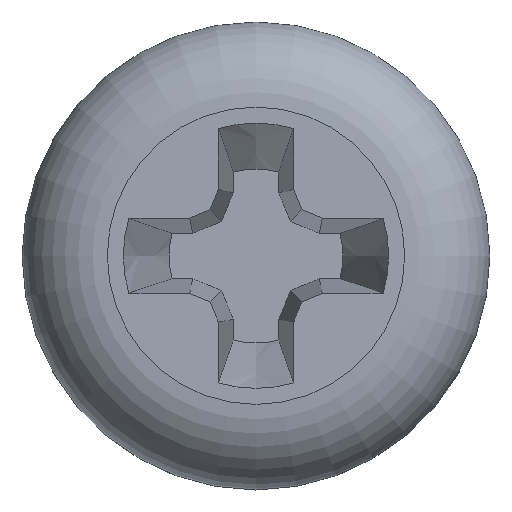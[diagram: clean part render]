
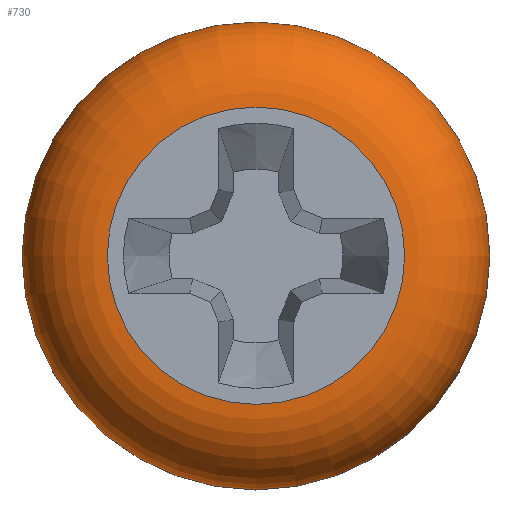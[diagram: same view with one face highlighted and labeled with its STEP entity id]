
A CAD part, top view. The second image highlights one B-rep face of the part: STEP entity #730.
In plain terms, the highlighted toroidal (fillet/blend) face has major radius 1.78 mm and minor radius 1.02 mm.
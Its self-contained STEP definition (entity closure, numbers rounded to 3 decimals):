
#40=TOROIDAL_SURFACE('',#797,1.78,1.02);
#68=FACE_OUTER_BOUND('',#108,.T.);
#108=EDGE_LOOP('',(#536,#537,#538,#539,#540,#541,#542));
#145=CIRCLE('',#798,2.8);
#146=CIRCLE('',#799,2.8);
#147=CIRCLE('',#800,1.02);
#148=CIRCLE('',#801,1.78);
#149=CIRCLE('',#802,1.78);
#150=CIRCLE('',#803,2.8);
#326=VERTEX_POINT('',#2924);
#327=VERTEX_POINT('',#2925);
#328=VERTEX_POINT('',#2927);
#329=VERTEX_POINT('',#2929);
#330=VERTEX_POINT('',#2931);
#413=EDGE_CURVE('',#326,#327,#145,.T.);
#414=EDGE_CURVE('',#328,#326,#146,.T.);
#415=EDGE_CURVE('',#328,#329,#147,.T.);
#416=EDGE_CURVE('',#329,#330,#148,.T.);
#417=EDGE_CURVE('',#330,#329,#149,.T.);
#418=EDGE_CURVE('',#327,#328,#150,.T.);
#536=ORIENTED_EDGE('',*,*,#413,.F.);
#537=ORIENTED_EDGE('',*,*,#414,.F.);
#538=ORIENTED_EDGE('',*,*,#415,.T.);
#539=ORIENTED_EDGE('',*,*,#416,.T.);
#540=ORIENTED_EDGE('',*,*,#417,.T.);
#541=ORIENTED_EDGE('',*,*,#415,.F.);
#542=ORIENTED_EDGE('',*,*,#418,.F.);
#730=ADVANCED_FACE('',(#68),#40,.T.);
#797=AXIS2_PLACEMENT_3D('',#2923,#887,#888);
#798=AXIS2_PLACEMENT_3D('',#2926,#889,#890);
#799=AXIS2_PLACEMENT_3D('',#2928,#891,#892);
#800=AXIS2_PLACEMENT_3D('',#2930,#893,#894);
#801=AXIS2_PLACEMENT_3D('',#2932,#895,#896);
#802=AXIS2_PLACEMENT_3D('',#2933,#897,#898);
#803=AXIS2_PLACEMENT_3D('',#2934,#899,#900);
#887=DIRECTION('center_axis',(0.,0.,-1.));
#888=DIRECTION('ref_axis',(0.,1.,0.));
#889=DIRECTION('center_axis',(0.,0.,-1.));
#890=DIRECTION('ref_axis',(0.,1.,0.));
#891=DIRECTION('center_axis',(0.,0.,-1.));
#892=DIRECTION('ref_axis',(0.,1.,0.));
#893=DIRECTION('center_axis',(-1.,0.,0.));
#894=DIRECTION('ref_axis',(0.,-1.,0.));
#895=DIRECTION('center_axis',(0.,0.,-1.));
#896=DIRECTION('ref_axis',(0.,1.,0.));
#897=DIRECTION('center_axis',(0.,0.,-1.));
#898=DIRECTION('ref_axis',(0.,1.,0.));
#899=DIRECTION('center_axis',(0.,0.,-1.));
#900=DIRECTION('ref_axis',(0.,1.,0.));
#2923=CARTESIAN_POINT('Origin',(0.,0.,1.38));
#2924=CARTESIAN_POINT('',(-2.8,0.,1.38));
#2925=CARTESIAN_POINT('',(2.8,0.,1.38));
#2926=CARTESIAN_POINT('Origin',(0.,0.,1.38));
#2927=CARTESIAN_POINT('',(0.,-2.8,1.38));
#2928=CARTESIAN_POINT('Origin',(0.,0.,1.38));
#2929=CARTESIAN_POINT('',(0.,-1.78,2.4));
#2930=CARTESIAN_POINT('Origin',(0.,-1.78,1.38));
#2931=CARTESIAN_POINT('',(0.,1.78,2.4));
#2932=CARTESIAN_POINT('Origin',(0.,0.,2.4));
#2933=CARTESIAN_POINT('Origin',(0.,0.,2.4));
#2934=CARTESIAN_POINT('Origin',(0.,0.,1.38));
